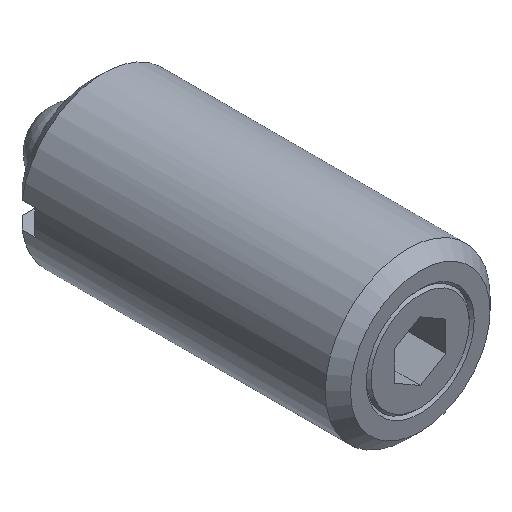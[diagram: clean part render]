
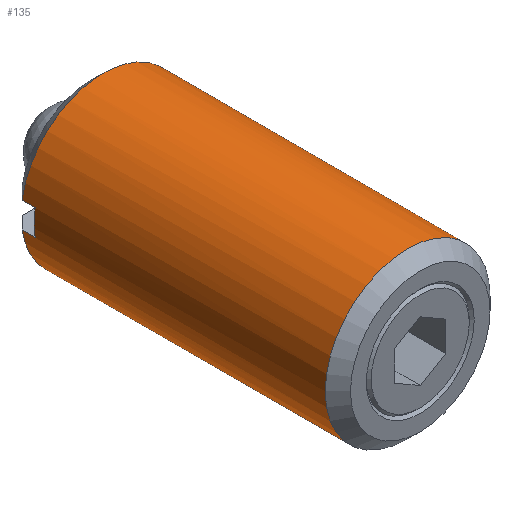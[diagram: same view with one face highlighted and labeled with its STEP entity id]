
A CAD part, isometric view. The second image highlights one B-rep face of the part: STEP entity #135.
In plain terms, the highlighted cylindrical face has radius 8 mm (diameter 16 mm), a full revolution.
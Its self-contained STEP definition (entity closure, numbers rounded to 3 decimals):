
#135 = ADVANCED_FACE( '', ( #285, #286 ), #287, .T. );
#285 = FACE_OUTER_BOUND( '', #435, .T. );
#286 = FACE_OUTER_BOUND( '', #436, .T. );
#287 = CYLINDRICAL_SURFACE( '', #437, 8. );
#435 = EDGE_LOOP( '', ( #726 ) );
#436 = EDGE_LOOP( '', ( #727, #728, #729, #730, #731, #732, #733, #734 ) );
#437 = AXIS2_PLACEMENT_3D( '', #735, #736, #737 );
#726 = ORIENTED_EDGE( '', *, *, #824, .F. );
#727 = ORIENTED_EDGE( '', *, *, #873, .F. );
#728 = ORIENTED_EDGE( '', *, *, #827, .F. );
#729 = ORIENTED_EDGE( '', *, *, #799, .F. );
#730 = ORIENTED_EDGE( '', *, *, #849, .T. );
#731 = ORIENTED_EDGE( '', *, *, #792, .F. );
#732 = ORIENTED_EDGE( '', *, *, #870, .F. );
#733 = ORIENTED_EDGE( '', *, *, #811, .F. );
#734 = ORIENTED_EDGE( '', *, *, #858, .T. );
#735 = CARTESIAN_POINT( '', ( 0., 0., 0. ) );
#736 = DIRECTION( '', ( 0., 1., 0. ) );
#737 = DIRECTION( '', ( 0., 0., -1. ) );
#792 = EDGE_CURVE( '', #923, #925, #926, .F. );
#799 = EDGE_CURVE( '', #936, #930, #938, .T. );
#811 = EDGE_CURVE( '', #957, #950, #959, .T. );
#824 = EDGE_CURVE( '', #978, #978, #979, .T. );
#827 = EDGE_CURVE( '', #930, #981, #983, .T. );
#849 = EDGE_CURVE( '', #936, #925, #1015, .T. );
#858 = EDGE_CURVE( '', #957, #1024, #1027, .T. );
#870 = EDGE_CURVE( '', #950, #923, #1042, .T. );
#873 = EDGE_CURVE( '', #981, #1024, #1045, .F. );
#923 = VERTEX_POINT( '', #1107 );
#925 = VERTEX_POINT( '', #1110 );
#926 = LINE( '', #1111, #1112 );
#930 = VERTEX_POINT( '', #1119 );
#936 = VERTEX_POINT( '', #1128 );
#938 = LINE( '', #1133, #1134 );
#950 = VERTEX_POINT( '', #1151 );
#957 = VERTEX_POINT( '', #1161 );
#959 = LINE( '', #1166, #1167 );
#978 = VERTEX_POINT( '', #1188 );
#979 = CIRCLE( '', #1189, 8. );
#981 = VERTEX_POINT( '', #1191 );
#983 = CIRCLE( '', #1194, 8. );
#1015 = CIRCLE( '', #1241, 8. );
#1024 = VERTEX_POINT( '', #1250 );
#1027 = CIRCLE( '', #1256, 8. );
#1042 = CIRCLE( '', #1278, 8. );
#1045 = LINE( '', #1282, #1283 );
#1107 = CARTESIAN_POINT( '', ( 7.902, 29.5, -1.25 ) );
#1110 = CARTESIAN_POINT( '', ( 7.902, 30.773, -1.25 ) );
#1111 = CARTESIAN_POINT( '', ( 7.902, 0., -1.25 ) );
#1112 = VECTOR( '', #1323, 1000. );
#1119 = CARTESIAN_POINT( '', ( -7.902, 29.5, -1.25 ) );
#1128 = CARTESIAN_POINT( '', ( -7.902, 30.773, -1.25 ) );
#1133 = CARTESIAN_POINT( '', ( -7.902, 0., -1.25 ) );
#1134 = VECTOR( '', #1327, 1000. );
#1151 = CARTESIAN_POINT( '', ( 7.902, 29.5, 1.25 ) );
#1161 = CARTESIAN_POINT( '', ( 7.902, 30.773, 1.25 ) );
#1166 = CARTESIAN_POINT( '', ( 7.902, 0., 1.25 ) );
#1167 = VECTOR( '', #1336, 1000. );
#1188 = CARTESIAN_POINT( '', ( 0., 1.227, -8. ) );
#1189 = AXIS2_PLACEMENT_3D( '', #1360, #1361, #1362 );
#1191 = CARTESIAN_POINT( '', ( -7.902, 29.5, 1.25 ) );
#1194 = AXIS2_PLACEMENT_3D( '', #1364, #1365, #1366 );
#1241 = AXIS2_PLACEMENT_3D( '', #1388, #1389, #1390 );
#1250 = CARTESIAN_POINT( '', ( -7.902, 30.773, 1.25 ) );
#1256 = AXIS2_PLACEMENT_3D( '', #1400, #1401, #1402 );
#1278 = AXIS2_PLACEMENT_3D( '', #1413, #1414, #1415 );
#1282 = CARTESIAN_POINT( '', ( -7.902, 0., 1.25 ) );
#1283 = VECTOR( '', #1417, 1000. );
#1323 = DIRECTION( '', ( 0., -1., 0. ) );
#1327 = DIRECTION( '', ( 0., -1., 0. ) );
#1336 = DIRECTION( '', ( 0., -1., 0. ) );
#1360 = CARTESIAN_POINT( '', ( 0., 1.227, 0. ) );
#1361 = DIRECTION( '', ( 0., -1., 0. ) );
#1362 = DIRECTION( '', ( 0., 0., -1. ) );
#1364 = CARTESIAN_POINT( '', ( 0., 29.5, 0. ) );
#1365 = DIRECTION( '', ( 0., 1., 0. ) );
#1366 = DIRECTION( '', ( 0., 0., 1. ) );
#1388 = CARTESIAN_POINT( '', ( 0., 30.773, 0. ) );
#1389 = DIRECTION( '', ( 0., -1., 0. ) );
#1390 = DIRECTION( '', ( 0., 0., -1. ) );
#1400 = CARTESIAN_POINT( '', ( 0., 30.773, 0. ) );
#1401 = DIRECTION( '', ( 0., -1., 0. ) );
#1402 = DIRECTION( '', ( 0., 0., -1. ) );
#1413 = CARTESIAN_POINT( '', ( 0., 29.5, 0. ) );
#1414 = DIRECTION( '', ( 0., 1., 0. ) );
#1415 = DIRECTION( '', ( 0., 0., 1. ) );
#1417 = DIRECTION( '', ( 0., -1., 0. ) );
